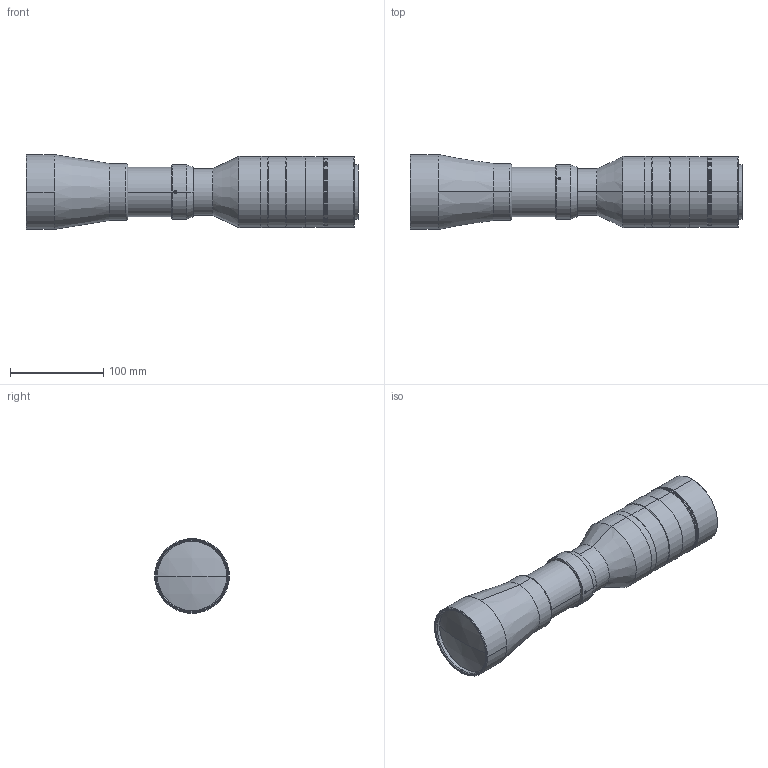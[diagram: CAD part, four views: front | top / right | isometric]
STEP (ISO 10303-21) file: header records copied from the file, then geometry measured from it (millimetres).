
FILE_DESCRIPTION (( 'STEP AP203' ), '1' );
FILE_NAME ('DP33158-A_TCSE16M036-I.step', '2023-08-03T08:31:27', ( '' ), ( '' ), 'SwSTEP 2.0', 'SolidWorks 2021', '' );
FILE_SCHEMA (( 'CONFIG_CONTROL_DESIGN' ));
Length unit declared in the file: millimetre
Products named in the file (1): DP33158-A_TCSE16M036-I
Bounding box: 355.2 x 80 x 80 mm (x, y, z)
Surface area: 112611 mm2 (no closed solid volume)
Topology: 0 solids, 19 shells, 129 faces, 333 edges, 219 vertices
Faces by surface type: cylinder 46, plane 43, cone 34, torus 4, sphere 2
Entity records: 4148 total; most frequent: CARTESIAN_POINT 866, DIRECTION 743, ORIENTED_EDGE 556, EDGE_CURVE 333, AXIS2_PLACEMENT_3D 294, VERTEX_POINT 219, CIRCLE 164, VECTOR 155
